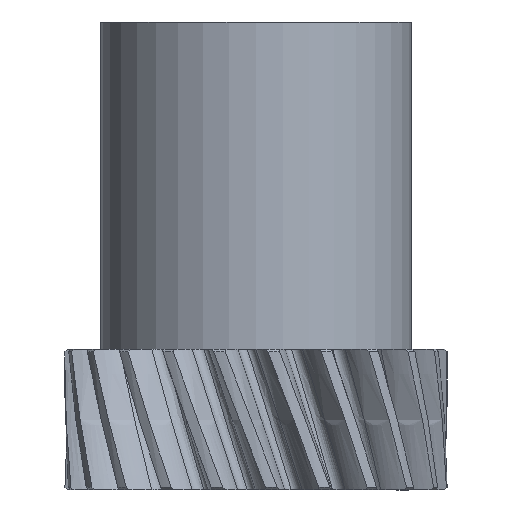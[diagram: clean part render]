
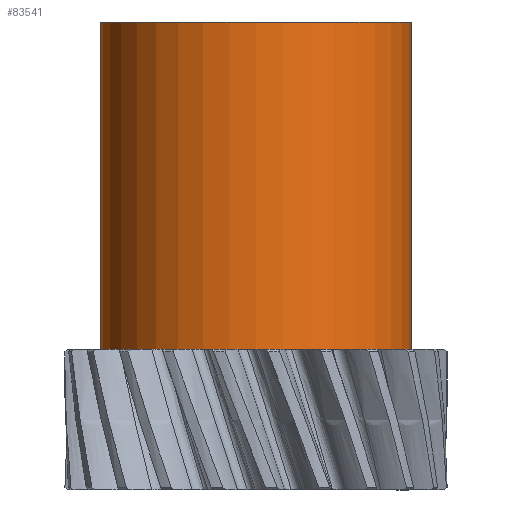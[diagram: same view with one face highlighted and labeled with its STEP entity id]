
A CAD part, front view. The second image highlights one B-rep face of the part: STEP entity #83541.
In plain terms, the highlighted cylindrical face has radius 30.9 mm (diameter 61.8 mm), a partial arc.
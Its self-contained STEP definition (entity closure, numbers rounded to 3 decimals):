
#2541 = DIRECTION ( 'NONE',  ( -1., 0., 0. ) ) ;
#2590 = CARTESIAN_POINT ( 'NONE',  ( 30.9, 0., 0. ) ) ;
#4296 = ORIENTED_EDGE ( 'NONE', *, *, #71215, .T. ) ;
#5198 = DIRECTION ( 'NONE',  ( -1., 0., 0. ) ) ;
#5423 = EDGE_CURVE ( 'NONE', #69509, #9222, #29247, .T. ) ;
#5623 = VECTOR ( 'NONE', #42806, 1000. ) ;
#6207 = CARTESIAN_POINT ( 'NONE',  ( 0., 0., 0. ) ) ;
#9222 = VERTEX_POINT ( 'NONE', #45243 ) ;
#10894 = DIRECTION ( 'NONE',  ( 0., 0., 1. ) ) ;
#11050 = VERTEX_POINT ( 'NONE', #26959 ) ;
#11477 = DIRECTION ( 'NONE',  ( -1., 0., 0. ) ) ;
#18035 = FACE_OUTER_BOUND ( 'NONE', #25988, .T. ) ;
#19829 = CARTESIAN_POINT ( 'NONE',  ( 30.9, 0., -65. ) ) ;
#20635 = CARTESIAN_POINT ( 'NONE',  ( -30.9, 0., 0. ) ) ;
#25294 = CARTESIAN_POINT ( 'NONE',  ( 0., 0., -65. ) ) ;
#25988 = EDGE_LOOP ( 'NONE', ( #56840, #46207, #45028, #4296 ) ) ;
#26959 = CARTESIAN_POINT ( 'NONE',  ( 30.9, 0., 0. ) ) ;
#28867 = CARTESIAN_POINT ( 'NONE',  ( -30.9, 0., 0. ) ) ;
#29247 = LINE ( 'NONE', #20635, #43312 ) ;
#30113 = LINE ( 'NONE', #2590, #5623 ) ;
#30699 = EDGE_CURVE ( 'NONE', #11050, #69509, #76845, .T. ) ;
#34347 = CIRCLE ( 'NONE', #78978, 30.9 ) ;
#38572 = DIRECTION ( 'NONE',  ( 0., 0., -1. ) ) ;
#39200 = AXIS2_PLACEMENT_3D ( 'NONE', #68079, #67647, #2541 ) ;
#39439 = CYLINDRICAL_SURFACE ( 'NONE', #69320, 30.9 ) ;
#42806 = DIRECTION ( 'NONE',  ( 0., 0., -1. ) ) ;
#43312 = VECTOR ( 'NONE', #55877, 1000. ) ;
#45028 = ORIENTED_EDGE ( 'NONE', *, *, #5423, .T. ) ;
#45243 = CARTESIAN_POINT ( 'NONE',  ( -30.9, 0., -65. ) ) ;
#46207 = ORIENTED_EDGE ( 'NONE', *, *, #30699, .T. ) ;
#51501 = EDGE_CURVE ( 'NONE', #11050, #57686, #30113, .T. ) ;
#55877 = DIRECTION ( 'NONE',  ( 0., 0., -1. ) ) ;
#56840 = ORIENTED_EDGE ( 'NONE', *, *, #51501, .F. ) ;
#57686 = VERTEX_POINT ( 'NONE', #19829 ) ;
#67647 = DIRECTION ( 'NONE',  ( 0., 0., -1. ) ) ;
#68079 = CARTESIAN_POINT ( 'NONE',  ( 0., 0., 0. ) ) ;
#69320 = AXIS2_PLACEMENT_3D ( 'NONE', #6207, #38572, #11477 ) ;
#69509 = VERTEX_POINT ( 'NONE', #28867 ) ;
#71215 = EDGE_CURVE ( 'NONE', #9222, #57686, #34347, .T. ) ;
#76845 = CIRCLE ( 'NONE', #39200, 30.9 ) ;
#78978 = AXIS2_PLACEMENT_3D ( 'NONE', #25294, #10894, #5198 ) ;
#83541 = ADVANCED_FACE ( 'NONE', ( #18035 ), #39439, .T. ) ;
